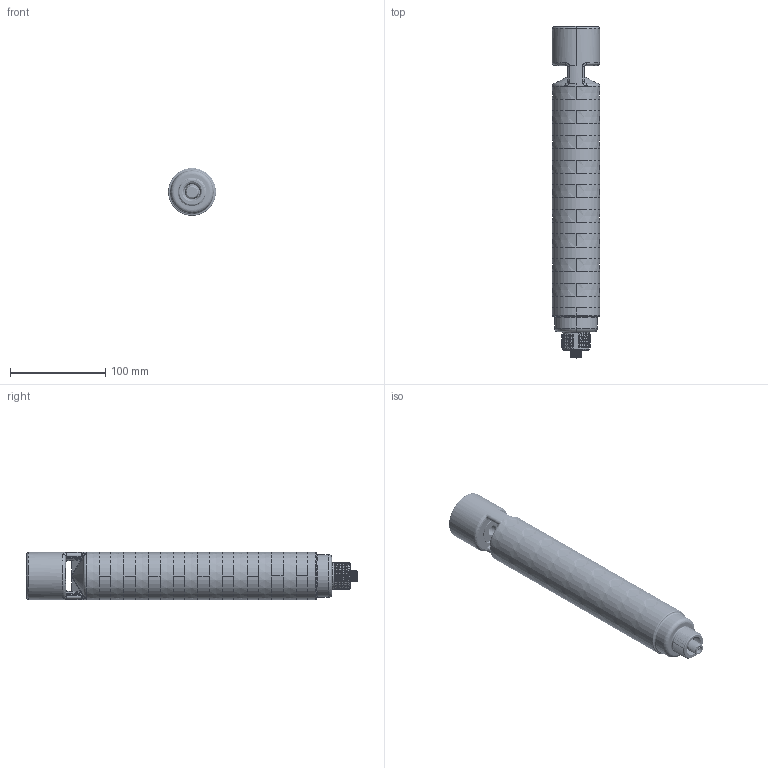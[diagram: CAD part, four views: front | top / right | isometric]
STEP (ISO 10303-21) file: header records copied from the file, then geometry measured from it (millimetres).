
FILE_DESCRIPTION((''),'2;1');
FILE_NAME('205871_ASM','2018-04-27T',('pdmadmin'),('BANNER ENGINEERING'),'CREO PARAMETRIC BY PTC INC, 2016260','CREO PARAMETRIC BY PTC INC, 2016260','');
FILE_SCHEMA(('CONFIG_CONTROL_DESIGN'));
Products named in the file (10): 168245; 168246; 168302; 168401; 158948; 158231_WEB; 140410_GENERIC; 141960; 41089_NO_ORING; 205871_ASM
Assembly tree (25 placements, depth 2):
  205871_ASM
    168245
    168246
    168302
    168401
    158948  x9
    158231_WEB  x9
    140410_GENERIC
    141960
    41089_NO_ORING
Bounding box: 50 x 348.02 x 50 mm (x, y, z)
Volume: 215533.1 mm3; surface area: 229065.4 mm2
Topology: 25 solids, 25 shells, 3595 faces, 9411 edges, 6108 vertices
Faces by surface type: plane 1859, cylinder 915, cone 372, bspline 359, torus 88, sphere 2
Entity records: 75424 total; most frequent: CARTESIAN_POINT 51367, ORIENTED_EDGE 5374, DIRECTION 4373, EDGE_CURVE 2687, VERTEX_POINT 1708, AXIS2_PLACEMENT_3D 1662, EDGE_LOOP 1139, FACE_OUTER_BOUND 1059
